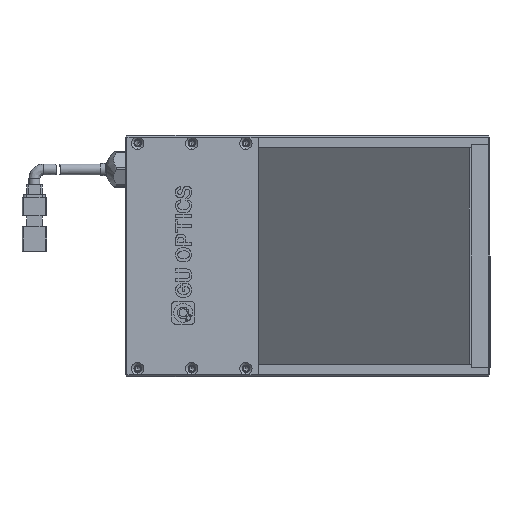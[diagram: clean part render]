
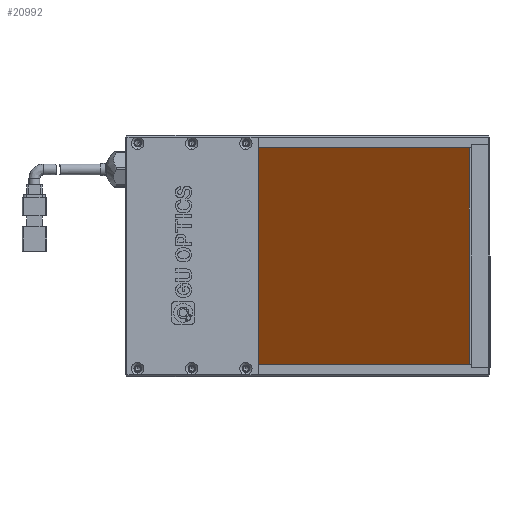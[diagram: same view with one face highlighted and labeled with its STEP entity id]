
A CAD part, front view. The second image highlights one B-rep face of the part: STEP entity #20992.
In plain terms, the highlighted planar face has unit normal (-0.707, -0.707, 0).
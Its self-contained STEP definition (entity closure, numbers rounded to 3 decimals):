
#357 = FACE_OUTER_BOUND ( 'NONE', #61071, .T. ) ;
#5929 = DIRECTION ( 'NONE',  ( -0.707, -0.707, 0. ) ) ;
#10726 = EDGE_CURVE ( 'NONE', #27949, #53444, #20565, .T. ) ;
#11318 = ORIENTED_EDGE ( 'NONE', *, *, #30777, .T. ) ;
#12674 = CARTESIAN_POINT ( 'NONE',  ( -33.651, 55.353, 75. ) ) ;
#16639 = EDGE_CURVE ( 'NONE', #53444, #42127, #30400, .T. ) ;
#18394 = CARTESIAN_POINT ( 'NONE',  ( 38.332, -16.63, 75. ) ) ;
#20349 = ORIENTED_EDGE ( 'NONE', *, *, #45055, .T. ) ;
#20565 = LINE ( 'NONE', #68373, #49746 ) ;
#20992 = ADVANCED_FACE ( 'NONE', ( #357 ), #64685, .T. ) ;
#21548 = ORIENTED_EDGE ( 'NONE', *, *, #16639, .T. ) ;
#21607 = DIRECTION ( 'NONE',  ( 0., 0., -1. ) ) ;
#22802 = CARTESIAN_POINT ( 'NONE',  ( 38.332, -16.63, 3.2 ) ) ;
#24234 = LINE ( 'NONE', #22802, #37179 ) ;
#24522 = CARTESIAN_POINT ( 'NONE',  ( 38.332, -16.63, 3.2 ) ) ;
#27949 = VERTEX_POINT ( 'NONE', #24522 ) ;
#29707 = DIRECTION ( 'NONE',  ( 0., 0., 1. ) ) ;
#30400 = LINE ( 'NONE', #18394, #44965 ) ;
#30777 = EDGE_CURVE ( 'NONE', #42127, #31299, #46296, .T. ) ;
#31299 = VERTEX_POINT ( 'NONE', #65243 ) ;
#33084 = AXIS2_PLACEMENT_3D ( 'NONE', #38782, #5929, #44272 ) ;
#37179 = VECTOR ( 'NONE', #39440, 1000. ) ;
#38782 = CARTESIAN_POINT ( 'NONE',  ( -33.651, 55.353, 3.2 ) ) ;
#39440 = DIRECTION ( 'NONE',  ( 0.707, -0.707, 0. ) ) ;
#42127 = VERTEX_POINT ( 'NONE', #12674 ) ;
#44272 = DIRECTION ( 'NONE',  ( 0., 0., 1. ) ) ;
#44965 = VECTOR ( 'NONE', #51235, 1000. ) ;
#45055 = EDGE_CURVE ( 'NONE', #31299, #27949, #24234, .T. ) ;
#46296 = LINE ( 'NONE', #60058, #60878 ) ;
#49746 = VECTOR ( 'NONE', #29707, 1000. ) ;
#51235 = DIRECTION ( 'NONE',  ( -0.707, 0.707, 0. ) ) ;
#53444 = VERTEX_POINT ( 'NONE', #61098 ) ;
#60058 = CARTESIAN_POINT ( 'NONE',  ( -33.651, 55.353, 75. ) ) ;
#60878 = VECTOR ( 'NONE', #21607, 1000. ) ;
#61071 = EDGE_LOOP ( 'NONE', ( #21548, #11318, #20349, #68418 ) ) ;
#61098 = CARTESIAN_POINT ( 'NONE',  ( 38.332, -16.63, 75. ) ) ;
#64685 = PLANE ( 'NONE',  #33084 ) ;
#65243 = CARTESIAN_POINT ( 'NONE',  ( -33.651, 55.353, 3.2 ) ) ;
#68373 = CARTESIAN_POINT ( 'NONE',  ( 38.332, -16.63, 75. ) ) ;
#68418 = ORIENTED_EDGE ( 'NONE', *, *, #10726, .T. ) ;
